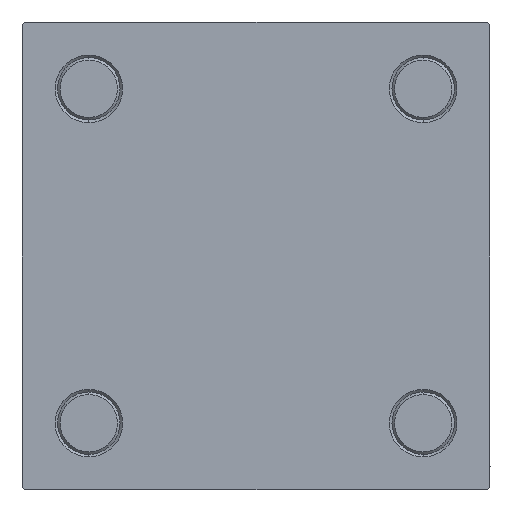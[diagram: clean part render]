
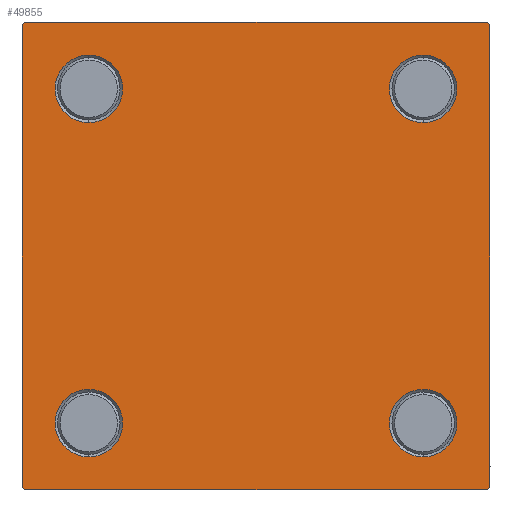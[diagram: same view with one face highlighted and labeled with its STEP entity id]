
A CAD part, left-side view. The second image highlights one B-rep face of the part: STEP entity #49855.
In plain terms, the highlighted planar face has unit normal (-1, 0, 0).
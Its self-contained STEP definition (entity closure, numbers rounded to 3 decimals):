
#1255 = CARTESIAN_POINT ( 'NONE',  ( 0., 32.15, -32.15 ) ) ;
#1506 = DIRECTION ( 'NONE',  ( 0., 0., 1. ) ) ;
#2156 = AXIS2_PLACEMENT_3D ( 'NONE', #5609, #17611, #29870 ) ;
#2387 = DIRECTION ( 'NONE',  ( 0., 0., 1. ) ) ;
#2451 = CARTESIAN_POINT ( 'NONE',  ( 0., 32.15, 38.65 ) ) ;
#2936 = CARTESIAN_POINT ( 'NONE',  ( 0., -32.15, -25.65 ) ) ;
#3127 = ORIENTED_EDGE ( 'NONE', *, *, #37695, .T. ) ;
#3174 = FACE_BOUND ( 'NONE', #43542, .T. ) ;
#3175 = CIRCLE ( 'NONE', #31515, 6.5 ) ;
#3443 = FACE_OUTER_BOUND ( 'NONE', #48907, .T. ) ;
#3534 = CARTESIAN_POINT ( 'NONE',  ( 0., -45., 45. ) ) ;
#4549 = CARTESIAN_POINT ( 'NONE',  ( 0., 32.15, -25.65 ) ) ;
#5001 = ORIENTED_EDGE ( 'NONE', *, *, #19557, .T. ) ;
#5504 = ORIENTED_EDGE ( 'NONE', *, *, #34545, .T. ) ;
#5609 = CARTESIAN_POINT ( 'NONE',  ( 0., 32.15, 32.15 ) ) ;
#6214 = CARTESIAN_POINT ( 'NONE',  ( 0., -32.15, 38.65 ) ) ;
#6232 = CARTESIAN_POINT ( 'NONE',  ( 0., 44.5, -45. ) ) ;
#6284 = ORIENTED_EDGE ( 'NONE', *, *, #8312, .T. ) ;
#7473 = LINE ( 'NONE', #23645, #10762 ) ;
#7500 = VERTEX_POINT ( 'NONE', #35473 ) ;
#8217 = ORIENTED_EDGE ( 'NONE', *, *, #47867, .T. ) ;
#8312 = EDGE_CURVE ( 'NONE', #50130, #31872, #38806, .T. ) ;
#8469 = AXIS2_PLACEMENT_3D ( 'NONE', #19644, #51450, #43624 ) ;
#9365 = DIRECTION ( 'NONE',  ( 1., 0., 0. ) ) ;
#10117 = VERTEX_POINT ( 'NONE', #38629 ) ;
#10762 = VECTOR ( 'NONE', #35367, 1000. ) ;
#11344 = DIRECTION ( 'NONE',  ( 0., 0., -1. ) ) ;
#12164 = VECTOR ( 'NONE', #15225, 1000. ) ;
#12260 = DIRECTION ( 'NONE',  ( 0., 0., 1. ) ) ;
#12492 = VERTEX_POINT ( 'NONE', #46829 ) ;
#13662 = EDGE_CURVE ( 'NONE', #45339, #43437, #29026, .T. ) ;
#13704 = EDGE_LOOP ( 'NONE', ( #32080, #36965 ) ) ;
#13837 = DIRECTION ( 'NONE',  ( 1., 0., 0. ) ) ;
#14262 = CIRCLE ( 'NONE', #15086, 6.5 ) ;
#14356 = DIRECTION ( 'NONE',  ( 0., 0., 1. ) ) ;
#15086 = AXIS2_PLACEMENT_3D ( 'NONE', #44757, #37436, #17870 ) ;
#15225 = DIRECTION ( 'NONE',  ( 0., 0., -1. ) ) ;
#15590 = AXIS2_PLACEMENT_3D ( 'NONE', #29678, #29428, #1506 ) ;
#15624 = CARTESIAN_POINT ( 'NONE',  ( 0., 45., 44.5 ) ) ;
#15823 = AXIS2_PLACEMENT_3D ( 'NONE', #21919, #13837, #14356 ) ;
#16490 = VERTEX_POINT ( 'NONE', #46027 ) ;
#17171 = DIRECTION ( 'NONE',  ( 0., 0.707, -0.707 ) ) ;
#17611 = DIRECTION ( 'NONE',  ( 1., 0., 0. ) ) ;
#17644 = CARTESIAN_POINT ( 'NONE',  ( 0., 44.75, -44.75 ) ) ;
#17870 = DIRECTION ( 'NONE',  ( 0., 0., 1. ) ) ;
#18106 = VECTOR ( 'NONE', #22406, 1000. ) ;
#18506 = VECTOR ( 'NONE', #30413, 1000. ) ;
#18958 = EDGE_CURVE ( 'NONE', #39258, #16490, #24661, .T. ) ;
#19146 = CARTESIAN_POINT ( 'NONE',  ( 0., 45., 45. ) ) ;
#19180 = VERTEX_POINT ( 'NONE', #6214 ) ;
#19557 = EDGE_CURVE ( 'NONE', #48256, #10117, #34778, .T. ) ;
#19609 = PLANE ( 'NONE',  #21497 ) ;
#19644 = CARTESIAN_POINT ( 'NONE',  ( 0., -32.15, -32.15 ) ) ;
#20925 = VECTOR ( 'NONE', #11344, 1000. ) ;
#21497 = AXIS2_PLACEMENT_3D ( 'NONE', #22739, #46731, #35509 ) ;
#21919 = CARTESIAN_POINT ( 'NONE',  ( 0., 32.15, -32.15 ) ) ;
#22406 = DIRECTION ( 'NONE',  ( 0., -1., 0. ) ) ;
#22594 = VERTEX_POINT ( 'NONE', #40919 ) ;
#22739 = CARTESIAN_POINT ( 'NONE',  ( 0., 0., 0. ) ) ;
#22998 = CARTESIAN_POINT ( 'NONE',  ( 0., -32.15, 25.65 ) ) ;
#23531 = FACE_BOUND ( 'NONE', #31350, .T. ) ;
#23617 = LINE ( 'NONE', #3534, #20925 ) ;
#23645 = CARTESIAN_POINT ( 'NONE',  ( 0., -44.75, 44.75 ) ) ;
#23999 = CARTESIAN_POINT ( 'NONE',  ( 0., 44.75, 44.75 ) ) ;
#24101 = CARTESIAN_POINT ( 'NONE',  ( 0., -44.75, -44.75 ) ) ;
#24265 = DIRECTION ( 'NONE',  ( 0., 0., 1. ) ) ;
#24661 = CIRCLE ( 'NONE', #2156, 6.5 ) ;
#25768 = CARTESIAN_POINT ( 'NONE',  ( 0., -44.5, -45. ) ) ;
#26213 = CARTESIAN_POINT ( 'NONE',  ( 0., -45., 44.5 ) ) ;
#26261 = EDGE_CURVE ( 'NONE', #7500, #48256, #40904, .T. ) ;
#26743 = VERTEX_POINT ( 'NONE', #2936 ) ;
#26775 = LINE ( 'NONE', #17644, #18506 ) ;
#27146 = EDGE_CURVE ( 'NONE', #43437, #45339, #45643, .T. ) ;
#27240 = EDGE_CURVE ( 'NONE', #12492, #26743, #3175, .T. ) ;
#27719 = EDGE_CURVE ( 'NONE', #7500, #40269, #45799, .T. ) ;
#28287 = ORIENTED_EDGE ( 'NONE', *, *, #26261, .T. ) ;
#28353 = ORIENTED_EDGE ( 'NONE', *, *, #27240, .T. ) ;
#28925 = ORIENTED_EDGE ( 'NONE', *, *, #13662, .T. ) ;
#29026 = CIRCLE ( 'NONE', #15823, 6.5 ) ;
#29428 = DIRECTION ( 'NONE',  ( 1., 0., 0. ) ) ;
#29678 = CARTESIAN_POINT ( 'NONE',  ( 0., 32.15, 32.15 ) ) ;
#29870 = DIRECTION ( 'NONE',  ( 0., 0., 1. ) ) ;
#30357 = ORIENTED_EDGE ( 'NONE', *, *, #47745, .T. ) ;
#30413 = DIRECTION ( 'NONE',  ( 0., -0.707, -0.707 ) ) ;
#30803 = EDGE_CURVE ( 'NONE', #50949, #40269, #7473, .T. ) ;
#30957 = CIRCLE ( 'NONE', #8469, 6.5 ) ;
#31299 = EDGE_LOOP ( 'NONE', ( #5504, #8217 ) ) ;
#31350 = EDGE_LOOP ( 'NONE', ( #38520, #28353 ) ) ;
#31515 = AXIS2_PLACEMENT_3D ( 'NONE', #47974, #32334, #24265 ) ;
#31872 = VERTEX_POINT ( 'NONE', #25768 ) ;
#32080 = ORIENTED_EDGE ( 'NONE', *, *, #18958, .T. ) ;
#32334 = DIRECTION ( 'NONE',  ( 1., 0., 0. ) ) ;
#33919 = CIRCLE ( 'NONE', #51549, 6.5 ) ;
#34037 = VECTOR ( 'NONE', #43644, 1000. ) ;
#34545 = EDGE_CURVE ( 'NONE', #19180, #39589, #14262, .T. ) ;
#34675 = EDGE_CURVE ( 'NONE', #50949, #22594, #23617, .T. ) ;
#34778 = LINE ( 'NONE', #19146, #12164 ) ;
#35367 = DIRECTION ( 'NONE',  ( 0., 0.707, 0.707 ) ) ;
#35473 = CARTESIAN_POINT ( 'NONE',  ( 0., 44.5, 45. ) ) ;
#35509 = DIRECTION ( 'NONE',  ( 0., 0., 1. ) ) ;
#35640 = AXIS2_PLACEMENT_3D ( 'NONE', #1255, #9365, #12260 ) ;
#36148 = EDGE_CURVE ( 'NONE', #26743, #12492, #30957, .T. ) ;
#36489 = VECTOR ( 'NONE', #49698, 1000. ) ;
#36965 = ORIENTED_EDGE ( 'NONE', *, *, #43037, .T. ) ;
#37436 = DIRECTION ( 'NONE',  ( 1., 0., 0. ) ) ;
#37695 = EDGE_CURVE ( 'NONE', #10117, #50130, #26775, .T. ) ;
#38043 = CIRCLE ( 'NONE', #15590, 6.5 ) ;
#38520 = ORIENTED_EDGE ( 'NONE', *, *, #36148, .T. ) ;
#38629 = CARTESIAN_POINT ( 'NONE',  ( 0., 45., -44.5 ) ) ;
#38806 = LINE ( 'NONE', #49775, #18106 ) ;
#39159 = FACE_BOUND ( 'NONE', #31299, .T. ) ;
#39258 = VERTEX_POINT ( 'NONE', #2451 ) ;
#39415 = FACE_BOUND ( 'NONE', #13704, .T. ) ;
#39589 = VERTEX_POINT ( 'NONE', #22998 ) ;
#40269 = VERTEX_POINT ( 'NONE', #41014 ) ;
#40904 = LINE ( 'NONE', #23999, #48916 ) ;
#40919 = CARTESIAN_POINT ( 'NONE',  ( 0., -45., -44.5 ) ) ;
#41014 = CARTESIAN_POINT ( 'NONE',  ( 0., -44.5, 45. ) ) ;
#41580 = ORIENTED_EDGE ( 'NONE', *, *, #34675, .F. ) ;
#41601 = ORIENTED_EDGE ( 'NONE', *, *, #27719, .F. ) ;
#43037 = EDGE_CURVE ( 'NONE', #16490, #39258, #38043, .T. ) ;
#43437 = VERTEX_POINT ( 'NONE', #4549 ) ;
#43542 = EDGE_LOOP ( 'NONE', ( #44451, #28925 ) ) ;
#43624 = DIRECTION ( 'NONE',  ( 0., 0., 1. ) ) ;
#43644 = DIRECTION ( 'NONE',  ( 0., -0.707, 0.707 ) ) ;
#44279 = ORIENTED_EDGE ( 'NONE', *, *, #30803, .T. ) ;
#44451 = ORIENTED_EDGE ( 'NONE', *, *, #27146, .T. ) ;
#44757 = CARTESIAN_POINT ( 'NONE',  ( 0., -32.15, 32.15 ) ) ;
#45339 = VERTEX_POINT ( 'NONE', #48681 ) ;
#45643 = CIRCLE ( 'NONE', #35640, 6.5 ) ;
#45799 = LINE ( 'NONE', #49441, #36489 ) ;
#45947 = DIRECTION ( 'NONE',  ( 1., 0., 0. ) ) ;
#46027 = CARTESIAN_POINT ( 'NONE',  ( 0., 32.15, 25.65 ) ) ;
#46731 = DIRECTION ( 'NONE',  ( -1., 0., 0. ) ) ;
#46829 = CARTESIAN_POINT ( 'NONE',  ( 0., -32.15, -38.65 ) ) ;
#47303 = LINE ( 'NONE', #24101, #34037 ) ;
#47745 = EDGE_CURVE ( 'NONE', #31872, #22594, #47303, .T. ) ;
#47867 = EDGE_CURVE ( 'NONE', #39589, #19180, #33919, .T. ) ;
#47974 = CARTESIAN_POINT ( 'NONE',  ( 0., -32.15, -32.15 ) ) ;
#48256 = VERTEX_POINT ( 'NONE', #15624 ) ;
#48681 = CARTESIAN_POINT ( 'NONE',  ( 0., 32.15, -38.65 ) ) ;
#48907 = EDGE_LOOP ( 'NONE', ( #5001, #3127, #6284, #30357, #41580, #44279, #41601, #28287 ) ) ;
#48916 = VECTOR ( 'NONE', #17171, 1000. ) ;
#49441 = CARTESIAN_POINT ( 'NONE',  ( 0., 45., 45. ) ) ;
#49698 = DIRECTION ( 'NONE',  ( 0., -1., 0. ) ) ;
#49775 = CARTESIAN_POINT ( 'NONE',  ( 0., 45., -45. ) ) ;
#49853 = CARTESIAN_POINT ( 'NONE',  ( 0., -32.15, 32.15 ) ) ;
#49855 = ADVANCED_FACE ( 'NONE', ( #39159, #23531, #3174, #39415, #3443 ), #19609, .T. ) ;
#50130 = VERTEX_POINT ( 'NONE', #6232 ) ;
#50949 = VERTEX_POINT ( 'NONE', #26213 ) ;
#51450 = DIRECTION ( 'NONE',  ( 1., 0., 0. ) ) ;
#51549 = AXIS2_PLACEMENT_3D ( 'NONE', #49853, #45947, #2387 ) ;
